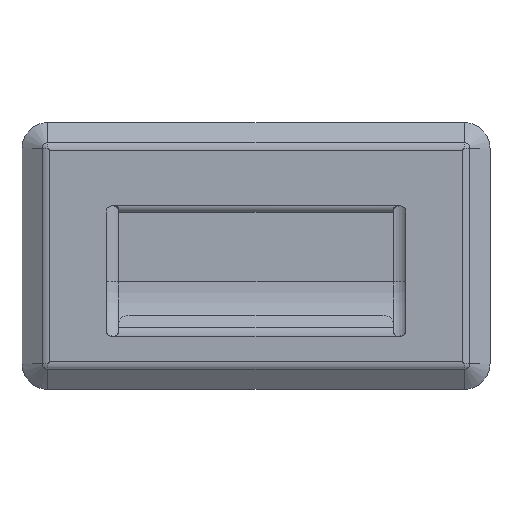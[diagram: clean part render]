
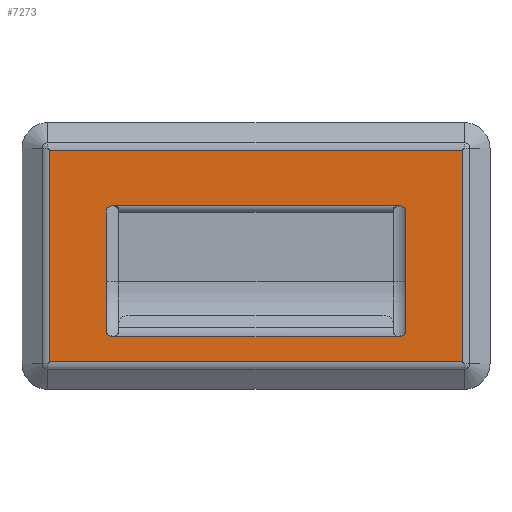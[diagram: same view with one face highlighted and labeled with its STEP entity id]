
A CAD part, top view. The second image highlights one B-rep face of the part: STEP entity #7273.
In plain terms, the highlighted planar face has unit normal (0, 0, 1).
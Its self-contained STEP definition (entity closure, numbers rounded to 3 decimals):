
#208=LINE('',#10494,#742);
#211=LINE('',#10504,#745);
#215=LINE('',#10634,#749);
#232=LINE('',#10701,#766);
#233=LINE('',#10721,#767);
#234=LINE('',#10723,#768);
#235=LINE('',#10725,#769);
#236=LINE('',#10726,#770);
#237=LINE('',#10727,#771);
#238=LINE('',#10728,#772);
#742=VECTOR('',#8471,0.135);
#745=VECTOR('',#8482,27.612);
#749=VECTOR('',#8492,0.135);
#766=VECTOR('',#8549,27.612);
#767=VECTOR('',#8560,49.306);
#768=VECTOR('',#8561,96.306);
#769=VECTOR('',#8562,49.306);
#770=VECTOR('',#8563,96.306);
#771=VECTOR('',#8564,66.731);
#772=VECTOR('',#8565,67.);
#1597=PLANE('',#7791);
#1720=FACE_BOUND('',#2266,.T.);
#1777=FACE_OUTER_BOUND('',#2265,.T.);
#2265=EDGE_LOOP('',(#4877,#4878,#4879,#4880));
#2266=EDGE_LOOP('',(#4881,#4882,#4883,#4884,#4885,#4886,#4887,#4888,#4889,
#4890));
#2767=CIRCLE('',#7761,1.5);
#2771=CIRCLE('',#7768,1.5);
#2779=CIRCLE('',#7782,1.5);
#2781=CIRCLE('',#7789,1.5);
#3009=VERTEX_POINT('',#10438);
#3014=VERTEX_POINT('',#10493);
#3015=VERTEX_POINT('',#10497);
#3017=VERTEX_POINT('',#10503);
#3024=VERTEX_POINT('',#10603);
#3025=VERTEX_POINT('',#10632);
#3026=VERTEX_POINT('',#10636);
#3041=VERTEX_POINT('',#10677);
#3045=VERTEX_POINT('',#10699);
#3047=VERTEX_POINT('',#10705);
#3048=VERTEX_POINT('',#10719);
#3049=VERTEX_POINT('',#10720);
#3050=VERTEX_POINT('',#10722);
#3051=VERTEX_POINT('',#10724);
#3683=EDGE_CURVE('',#3014,#3009,#208,.T.);
#3685=EDGE_CURVE('',#3014,#3015,#2767,.T.);
#3688=EDGE_CURVE('',#3017,#3015,#211,.T.);
#3698=EDGE_CURVE('',#3024,#3025,#215,.T.);
#3699=EDGE_CURVE('',#3026,#3025,#2771,.T.);
#3719=EDGE_CURVE('',#3017,#3041,#2779,.T.);
#3727=EDGE_CURVE('',#3026,#3045,#232,.T.);
#3730=EDGE_CURVE('',#3047,#3045,#2781,.T.);
#3732=EDGE_CURVE('',#3048,#3049,#233,.T.);
#3733=EDGE_CURVE('',#3050,#3048,#234,.T.);
#3734=EDGE_CURVE('',#3051,#3050,#235,.T.);
#3735=EDGE_CURVE('',#3049,#3051,#236,.T.);
#3736=EDGE_CURVE('',#3009,#3024,#237,.T.);
#3737=EDGE_CURVE('',#3047,#3041,#238,.T.);
#4877=ORIENTED_EDGE('',*,*,#3732,.F.);
#4878=ORIENTED_EDGE('',*,*,#3733,.F.);
#4879=ORIENTED_EDGE('',*,*,#3734,.F.);
#4880=ORIENTED_EDGE('',*,*,#3735,.F.);
#4881=ORIENTED_EDGE('',*,*,#3736,.T.);
#4882=ORIENTED_EDGE('',*,*,#3698,.T.);
#4883=ORIENTED_EDGE('',*,*,#3699,.F.);
#4884=ORIENTED_EDGE('',*,*,#3727,.T.);
#4885=ORIENTED_EDGE('',*,*,#3730,.F.);
#4886=ORIENTED_EDGE('',*,*,#3737,.T.);
#4887=ORIENTED_EDGE('',*,*,#3719,.F.);
#4888=ORIENTED_EDGE('',*,*,#3688,.T.);
#4889=ORIENTED_EDGE('',*,*,#3685,.F.);
#4890=ORIENTED_EDGE('',*,*,#3683,.T.);
#7273=ADVANCED_FACE('',(#1777,#1720),#1597,.T.);
#7761=AXIS2_PLACEMENT_3D('',#10498,#8475,#8476);
#7768=AXIS2_PLACEMENT_3D('',#10637,#8495,#8496);
#7782=AXIS2_PLACEMENT_3D('',#10678,#8535,#8536);
#7789=AXIS2_PLACEMENT_3D('',#10716,#8554,#8555);
#7791=AXIS2_PLACEMENT_3D('',#10718,#8558,#8559);
#8471=DIRECTION('',(-1.,0.,0.));
#8475=DIRECTION('center_axis',(0.,0.,1.));
#8476=DIRECTION('ref_axis',(0.707,-0.707,0.));
#8482=DIRECTION('',(0.,-1.,0.));
#8492=DIRECTION('',(-1.,0.,0.));
#8495=DIRECTION('center_axis',(0.,0.,1.));
#8496=DIRECTION('ref_axis',(-0.707,-0.707,0.));
#8535=DIRECTION('center_axis',(0.,0.,1.));
#8536=DIRECTION('ref_axis',(0.707,0.707,0.));
#8549=DIRECTION('',(0.,1.,0.));
#8554=DIRECTION('center_axis',(0.,0.,1.));
#8555=DIRECTION('ref_axis',(-0.707,0.707,0.));
#8558=DIRECTION('center_axis',(0.,0.,1.));
#8559=DIRECTION('ref_axis',(1.,0.,0.));
#8560=DIRECTION('',(0.,1.,0.));
#8561=DIRECTION('',(-1.,0.,0.));
#8562=DIRECTION('',(0.,-1.,0.));
#8563=DIRECTION('',(1.,0.,0.));
#8564=DIRECTION('',(-1.,0.,0.));
#8565=DIRECTION('',(1.,0.,0.));
#10438=CARTESIAN_POINT('',(33.365,-11.75,0.));
#10493=CARTESIAN_POINT('',(33.5,-11.75,0.));
#10494=CARTESIAN_POINT('',(-6.576,-11.75,0.));
#10497=CARTESIAN_POINT('',(35.,-10.25,0.));
#10498=CARTESIAN_POINT('Origin',(33.5,-10.25,0.));
#10503=CARTESIAN_POINT('',(35.,17.362,0.));
#10504=CARTESIAN_POINT('',(35.,-3.144,0.));
#10603=CARTESIAN_POINT('',(-33.365,-11.75,0.));
#10632=CARTESIAN_POINT('',(-33.5,-11.75,0.));
#10634=CARTESIAN_POINT('',(-40.076,-11.75,0.));
#10636=CARTESIAN_POINT('',(-35.,-10.25,0.));
#10637=CARTESIAN_POINT('Origin',(-33.5,-10.25,0.));
#10677=CARTESIAN_POINT('',(33.5,18.862,0.));
#10678=CARTESIAN_POINT('Origin',(33.5,17.362,0.));
#10699=CARTESIAN_POINT('',(-35.,17.362,0.));
#10701=CARTESIAN_POINT('',(-35.,-18.45,0.));
#10705=CARTESIAN_POINT('',(-33.5,18.862,0.));
#10716=CARTESIAN_POINT('Origin',(-33.5,17.362,0.));
#10718=CARTESIAN_POINT('Origin',(-48.153,-25.15,0.));
#10719=CARTESIAN_POINT('',(-48.153,-24.653,0.));
#10720=CARTESIAN_POINT('',(-48.153,24.653,0.));
#10721=CARTESIAN_POINT('',(-48.153,0.,0.));
#10722=CARTESIAN_POINT('',(48.153,-24.653,0.));
#10723=CARTESIAN_POINT('',(48.65,-24.653,0.));
#10724=CARTESIAN_POINT('',(48.153,24.653,0.));
#10725=CARTESIAN_POINT('',(48.153,25.15,0.));
#10726=CARTESIAN_POINT('',(-48.65,24.653,0.));
#10727=CARTESIAN_POINT('',(-6.576,-11.75,0.));
#10728=CARTESIAN_POINT('',(-8.076,18.862,0.));
